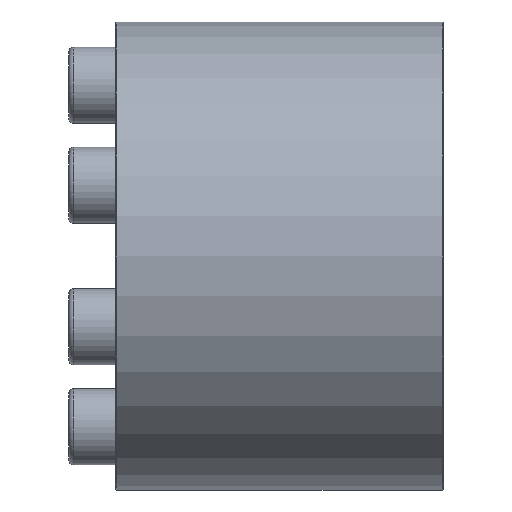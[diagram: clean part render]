
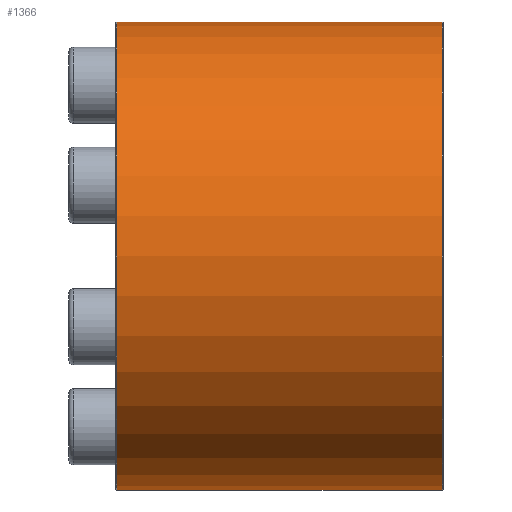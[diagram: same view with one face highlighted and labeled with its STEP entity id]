
A CAD part, front view. The second image highlights one B-rep face of the part: STEP entity #1366.
In plain terms, the highlighted cylindrical face has radius 40 mm (diameter 80 mm), a partial arc.
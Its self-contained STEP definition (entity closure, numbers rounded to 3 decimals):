
#28=CYLINDRICAL_SURFACE('',#1591,40.);
#127=CIRCLE('',#1590,40.);
#128=CIRCLE('',#1592,40.);
#258=ORIENTED_EDGE('',*,*,#573,.F.);
#259=ORIENTED_EDGE('',*,*,#574,.T.);
#260=ORIENTED_EDGE('',*,*,#575,.T.);
#261=ORIENTED_EDGE('',*,*,#571,.F.);
#571=EDGE_CURVE('',#725,#726,#127,.T.);
#573=EDGE_CURVE('',#727,#725,#840,.T.);
#574=EDGE_CURVE('',#727,#728,#128,.T.);
#575=EDGE_CURVE('',#728,#726,#841,.T.);
#725=VERTEX_POINT('',#2334);
#726=VERTEX_POINT('',#2336);
#727=VERTEX_POINT('',#2343);
#728=VERTEX_POINT('',#2345);
#840=LINE('',#2342,#882);
#841=LINE('',#2346,#883);
#882=VECTOR('',#1851,1000.);
#883=VECTOR('',#1854,1000.);
#938=EDGE_LOOP('',(#258,#259,#260,#261));
#1148=FACE_BOUND('',#938,.T.);
#1366=ADVANCED_FACE('',(#1148),#28,.T.);
#1590=AXIS2_PLACEMENT_3D('',#2335,#1847,#1848);
#1591=AXIS2_PLACEMENT_3D('',#2341,#1849,#1850);
#1592=AXIS2_PLACEMENT_3D('',#2344,#1852,#1853);
#1847=DIRECTION('',(1.,0.,0.));
#1848=DIRECTION('',(0.,0.,-1.));
#1849=DIRECTION('',(1.,0.,0.));
#1850=DIRECTION('',(0.,0.,-1.));
#1851=DIRECTION('',(1.,0.,0.));
#1852=DIRECTION('',(1.,0.,0.));
#1853=DIRECTION('',(0.,0.,-1.));
#1854=DIRECTION('',(1.,0.,0.));
#2334=CARTESIAN_POINT('',(27.84,39.992,0.8));
#2335=CARTESIAN_POINT('',(27.84,0.,0.));
#2336=CARTESIAN_POINT('',(27.84,39.992,-0.8));
#2341=CARTESIAN_POINT('',(5.6,0.,0.));
#2342=CARTESIAN_POINT('',(5.6,39.992,0.8));
#2343=CARTESIAN_POINT('',(-27.84,39.992,0.8));
#2344=CARTESIAN_POINT('',(-27.84,0.,0.));
#2345=CARTESIAN_POINT('',(-27.84,39.992,-0.8));
#2346=CARTESIAN_POINT('',(5.6,39.992,-0.8));
